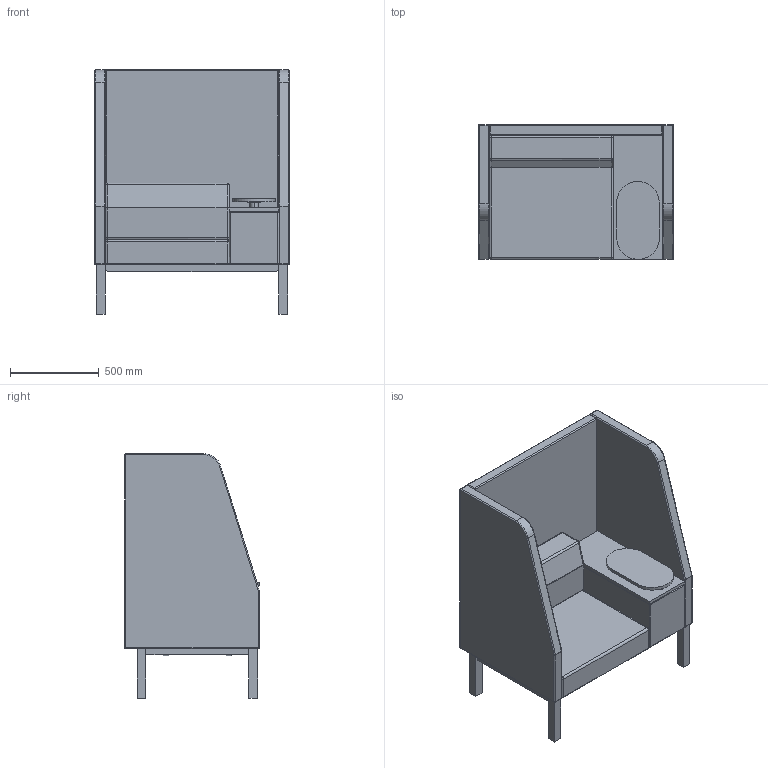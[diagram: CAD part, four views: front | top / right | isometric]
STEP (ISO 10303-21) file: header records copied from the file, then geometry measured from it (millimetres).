
FILE_DESCRIPTION(/* description */ (''),/* implementation_level */ '2;1');
FILE_NAME(/* name */ '5081-124',/* time_stamp */ '2016-09-14T13:57:25+02:00',/* author */ (''),/* organization */ (''),/* preprocessor_version */ 'ST-DEVELOPER v15',/* originating_system */ '',/* authorisation */ '');
FILE_SCHEMA (('CONFIG_CONTROL_DESIGN'));
Length unit declared in the file: millimetre
Products named in the file (1): Document
Bounding box: 1100 x 760 x 1380 mm (x, y, z)
Volume: 292649119.1 mm3; surface area: 10135692.4 mm2
Topology: 15 solids, 18 shells, 250 faces, 505 edges, 288 vertices
Faces by surface type: bspline 157, plane 93
Entity records: 6267 total; most frequent: CARTESIAN_POINT 3101, ORIENTED_EDGE 976, EDGE_CURVE 499, VERTEX_POINT 282, EDGE_LOOP 251, ADVANCED_FACE 250, FACE_OUTER_BOUND 250, B_SPLINE_CURVE_WITH_KNOTS 241
